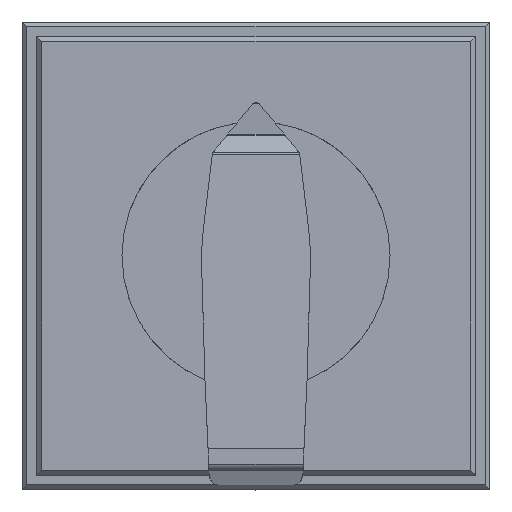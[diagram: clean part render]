
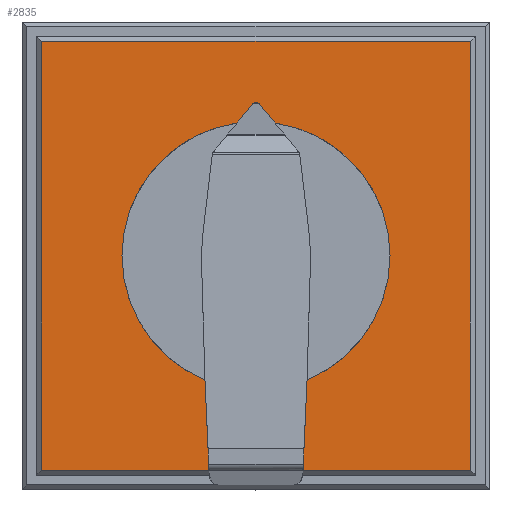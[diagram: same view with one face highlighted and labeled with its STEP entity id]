
A CAD part, top view. The second image highlights one B-rep face of the part: STEP entity #2835.
In plain terms, the highlighted planar face has unit normal (0, 0, 1).
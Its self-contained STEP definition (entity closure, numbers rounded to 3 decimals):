
#2772=CARTESIAN_POINT('',(-22.,-22.,63.7));
#2773=VERTEX_POINT('',#2772);
#2780=CARTESIAN_POINT('',(-22.,22.0,63.7));
#2781=VERTEX_POINT('',#2780);
#2782=CARTESIAN_POINT('',(-22.,-22.,63.7));
#2783=DIRECTION('',(0.0,1.0,0.0));
#2784=VECTOR('',#2783,44.);
#2785=LINE('',#2782,#2784);
#2786=EDGE_CURVE('',#2773,#2781,#2785,.T.);
#2805=CARTESIAN_POINT('',(0.,0.0,63.7));
#2806=DIRECTION('',(0.0,0.0,1.0));
#2807=DIRECTION('',(1.0,0.0,0.0));
#2808=AXIS2_PLACEMENT_3D('',#2805,#2806,#2807);
#2809=PLANE('',#2808);
#2810=ORIENTED_EDGE('',*,*,#2786,.F.);
#2811=CARTESIAN_POINT('',(22.,-22.,63.7));
#2812=VERTEX_POINT('',#2811);
#2813=CARTESIAN_POINT('',(22.,-22.,63.7));
#2814=DIRECTION('',(-1.0,0.0,0.0));
#2815=VECTOR('',#2814,44.);
#2816=LINE('',#2813,#2815);
#2817=EDGE_CURVE('',#2812,#2773,#2816,.T.);
#2818=ORIENTED_EDGE('',*,*,#2817,.F.);
#2819=CARTESIAN_POINT('',(22.,22.0,63.7));
#2820=VERTEX_POINT('',#2819);
#2821=CARTESIAN_POINT('',(22.,22.0,63.7));
#2822=DIRECTION('',(0.0,-1.0,0.0));
#2823=VECTOR('',#2822,44.);
#2824=LINE('',#2821,#2823);
#2825=EDGE_CURVE('',#2820,#2812,#2824,.T.);
#2826=ORIENTED_EDGE('',*,*,#2825,.F.);
#2827=CARTESIAN_POINT('',(-22.,22.0,63.7));
#2828=DIRECTION('',(1.0,0.0,0.0));
#2829=VECTOR('',#2828,44.);
#2830=LINE('',#2827,#2829);
#2831=EDGE_CURVE('',#2781,#2820,#2830,.T.);
#2832=ORIENTED_EDGE('',*,*,#2831,.F.);
#2833=EDGE_LOOP('',(#2810,#2818,#2826,#2832));
#2834=FACE_OUTER_BOUND('',#2833,.T.);
#2835=ADVANCED_FACE('',(#2834),#2809,.T.);
